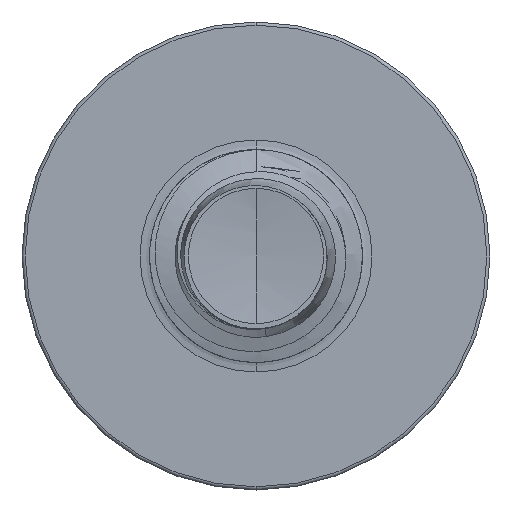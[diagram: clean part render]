
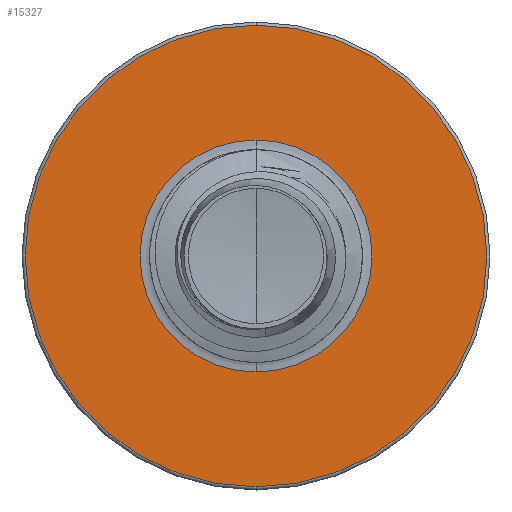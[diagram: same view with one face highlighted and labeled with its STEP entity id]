
A CAD part, front view. The second image highlights one B-rep face of the part: STEP entity #15327.
In plain terms, the highlighted planar face has unit normal (0, -1, 0).
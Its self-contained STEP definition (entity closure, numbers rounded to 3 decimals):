
#1709 = CIRCLE ( 'NONE', #7428, 1.363 ) ;
#2001 = EDGE_LOOP ( 'NONE', ( #4884, #4515 ) ) ;
#4515 = ORIENTED_EDGE ( 'NONE', *, *, #10737, .T. ) ;
#4884 = ORIENTED_EDGE ( 'NONE', *, *, #16285, .T. ) ;
#4963 = ORIENTED_EDGE ( 'NONE', *, *, #6479, .F. ) ;
#6479 = EDGE_CURVE ( 'NONE', #28797, #35052, #8016, .T. ) ;
#6491 = FACE_BOUND ( 'NONE', #2001, .T. ) ;
#6556 = DIRECTION ( 'NONE',  ( 0., 0., 1. ) ) ;
#6608 = CARTESIAN_POINT ( 'NONE',  ( 0., 12.5, 0. ) ) ;
#6739 = DIRECTION ( 'NONE',  ( 0., 1., 0. ) ) ;
#6776 = VERTEX_POINT ( 'NONE', #29877 ) ;
#6976 = ORIENTED_EDGE ( 'NONE', *, *, #23396, .F. ) ;
#7428 = AXIS2_PLACEMENT_3D ( 'NONE', #9999, #29411, #12946 ) ;
#7637 = AXIS2_PLACEMENT_3D ( 'NONE', #35264, #13888, #32873 ) ;
#8016 = CIRCLE ( 'NONE', #32420, 2.713 ) ;
#8603 = AXIS2_PLACEMENT_3D ( 'NONE', #25672, #8738, #28312 ) ;
#8738 = DIRECTION ( 'NONE',  ( 0., 1., 0. ) ) ;
#9999 = CARTESIAN_POINT ( 'NONE',  ( 0., 12.5, 0. ) ) ;
#10737 = EDGE_CURVE ( 'NONE', #16824, #6776, #19834, .T. ) ;
#12946 = DIRECTION ( 'NONE',  ( 0., 0., 1. ) ) ;
#13569 = CARTESIAN_POINT ( 'NONE',  ( 0., 12.5, -1.363 ) ) ;
#13888 = DIRECTION ( 'NONE',  ( 0., 1., 0. ) ) ;
#15327 = ADVANCED_FACE ( 'NONE', ( #34186, #6491 ), #16723, .F. ) ;
#15658 = CIRCLE ( 'NONE', #22438, 2.713 ) ;
#16285 = EDGE_CURVE ( 'NONE', #6776, #16824, #1709, .T. ) ;
#16421 = CARTESIAN_POINT ( 'NONE',  ( 0., 12.5, 0. ) ) ;
#16723 = PLANE ( 'NONE',  #7637 ) ;
#16824 = VERTEX_POINT ( 'NONE', #13569 ) ;
#18560 = CARTESIAN_POINT ( 'NONE',  ( 0., 12.5, 2.713 ) ) ;
#19312 = DIRECTION ( 'NONE',  ( 0., 0., 1. ) ) ;
#19834 = CIRCLE ( 'NONE', #8603, 1.363 ) ;
#22438 = AXIS2_PLACEMENT_3D ( 'NONE', #16421, #35093, #19312 ) ;
#23396 = EDGE_CURVE ( 'NONE', #35052, #28797, #15658, .T. ) ;
#25672 = CARTESIAN_POINT ( 'NONE',  ( 0., 12.5, 0. ) ) ;
#28312 = DIRECTION ( 'NONE',  ( 0., 0., 1. ) ) ;
#28797 = VERTEX_POINT ( 'NONE', #32762 ) ;
#29411 = DIRECTION ( 'NONE',  ( 0., 1., 0. ) ) ;
#29877 = CARTESIAN_POINT ( 'NONE',  ( 0., 12.5, 1.363 ) ) ;
#30243 = EDGE_LOOP ( 'NONE', ( #6976, #4963 ) ) ;
#32420 = AXIS2_PLACEMENT_3D ( 'NONE', #6608, #6739, #6556 ) ;
#32762 = CARTESIAN_POINT ( 'NONE',  ( 0., 12.5, -2.712 ) ) ;
#32873 = DIRECTION ( 'NONE',  ( 0., 0., 1. ) ) ;
#34186 = FACE_OUTER_BOUND ( 'NONE', #30243, .T. ) ;
#35052 = VERTEX_POINT ( 'NONE', #18560 ) ;
#35093 = DIRECTION ( 'NONE',  ( 0., 1., 0. ) ) ;
#35264 = CARTESIAN_POINT ( 'NONE',  ( 0., 12.5, -1.363 ) ) ;
